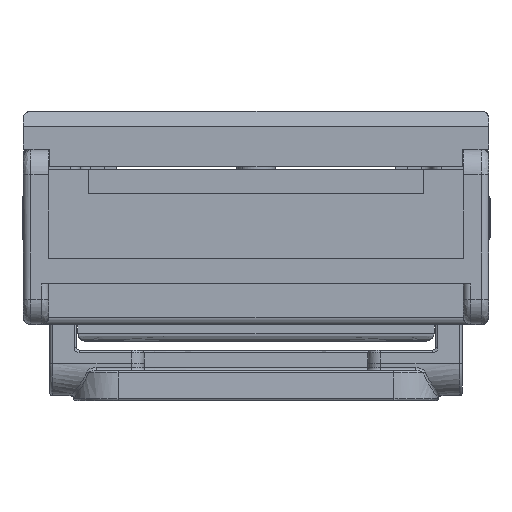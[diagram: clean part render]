
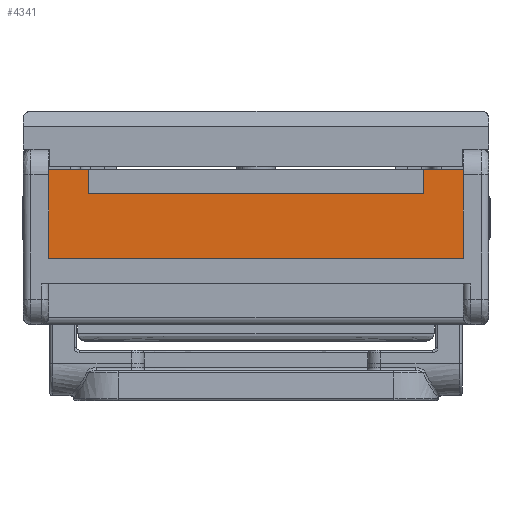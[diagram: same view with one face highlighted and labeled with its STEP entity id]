
A CAD part, front view. The second image highlights one B-rep face of the part: STEP entity #4341.
In plain terms, the highlighted free-form (B-spline) face has degree [1, 1] with [2, 2] control points.
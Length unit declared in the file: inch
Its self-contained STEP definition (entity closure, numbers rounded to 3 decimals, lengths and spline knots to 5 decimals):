
#345 = CARTESIAN_POINT ( 'NONE',  ( -0.32087, 0.48031, 0.10236 ) ) ;
#752 = ORIENTED_EDGE ( 'NONE', *, *, #51835, .F. ) ;
#2606 = CARTESIAN_POINT ( 'NONE',  ( 0.25984, 0.48031, 0.20276 ) ) ;
#4341 = ADVANCED_FACE ( 'NONE', ( #21901 ), #13140, .F. ) ;
#4508 = B_SPLINE_CURVE_WITH_KNOTS ( 'NONE', 1,
 ( #64500, #13204 ),
 .UNSPECIFIED., .F., .F.,
 ( 2, 2 ),
 ( 0., 1. ),
 .UNSPECIFIED. ) ;
#5149 = VERTEX_POINT ( 'NONE', #5585 ) ;
#5585 = CARTESIAN_POINT ( 'NONE',  ( -0.25984, 0.48031, 0.20276 ) ) ;
#6770 = B_SPLINE_CURVE_WITH_KNOTS ( 'NONE', 1,
 ( #11245, #36758 ),
 .UNSPECIFIED., .F., .F.,
 ( 2, 2 ),
 ( 0., 1. ),
 .UNSPECIFIED. ) ;
#9664 = B_SPLINE_CURVE_WITH_KNOTS ( 'NONE', 1,
 ( #20690, #51464 ),
 .UNSPECIFIED., .F., .F.,
 ( 2, 2 ),
 ( 0., 1. ),
 .UNSPECIFIED. ) ;
#10602 = VERTEX_POINT ( 'NONE', #22854 ) ;
#10651 = CARTESIAN_POINT ( 'NONE',  ( 0.32087, 0.48031, 0.24016 ) ) ;
#11245 = CARTESIAN_POINT ( 'NONE',  ( -0.32087, 0.48031, 0.24016 ) ) ;
#11287 = B_SPLINE_CURVE_WITH_KNOTS ( 'NONE', 1,
 ( #17630, #32203 ),
 .UNSPECIFIED., .F., .F.,
 ( 2, 2 ),
 ( 0., 1. ),
 .UNSPECIFIED. ) ;
#12738 = B_SPLINE_CURVE_WITH_KNOTS ( 'NONE', 1,
 ( #44090, #39768 ),
 .UNSPECIFIED., .F., .F.,
 ( 2, 2 ),
 ( 0., 1. ),
 .UNSPECIFIED. ) ;
#13140 = B_SPLINE_SURFACE_WITH_KNOTS ( 'NONE', 1, 1, ( 
 ( #45752, #345 ),
 ( #10651, #30851 ) ),
 .UNSPECIFIED., .F., .F., .F.,
 ( 2, 2 ),
 ( 2, 2 ),
 ( 0., 1. ),
 ( 0., 1. ),
 .UNSPECIFIED. ) ;
#13204 = CARTESIAN_POINT ( 'NONE',  ( 0.32087, 0.48031, 0.24016 ) ) ;
#15343 = ORIENTED_EDGE ( 'NONE', *, *, #16909, .F. ) ;
#16909 = EDGE_CURVE ( 'NONE', #5149, #21657, #11287, .T. ) ;
#17630 = CARTESIAN_POINT ( 'NONE',  ( -0.25984, 0.48031, 0.20276 ) ) ;
#18917 = ORIENTED_EDGE ( 'NONE', *, *, #30943, .F. ) ;
#20690 = CARTESIAN_POINT ( 'NONE',  ( -0.25984, 0.48031, 0.24016 ) ) ;
#21657 = VERTEX_POINT ( 'NONE', #2606 ) ;
#21901 = FACE_OUTER_BOUND ( 'NONE', #42578, .T. ) ;
#22854 = CARTESIAN_POINT ( 'NONE',  ( -0.25984, 0.48031, 0.24016 ) ) ;
#26268 = ORIENTED_EDGE ( 'NONE', *, *, #62742, .T. ) ;
#27912 = ORIENTED_EDGE ( 'NONE', *, *, #65089, .F. ) ;
#28652 = CARTESIAN_POINT ( 'NONE',  ( 0.32087, 0.48031, 0.10236 ) ) ;
#30570 = VERTEX_POINT ( 'NONE', #61485 ) ;
#30851 = CARTESIAN_POINT ( 'NONE',  ( 0.32087, 0.48031, 0.10236 ) ) ;
#30943 = EDGE_CURVE ( 'NONE', #45894, #31681, #57331, .T. ) ;
#31404 = EDGE_CURVE ( 'NONE', #30570, #10602, #6770, .T. ) ;
#31681 = VERTEX_POINT ( 'NONE', #32425 ) ;
#32203 = CARTESIAN_POINT ( 'NONE',  ( 0.25984, 0.48031, 0.20276 ) ) ;
#32386 = CARTESIAN_POINT ( 'NONE',  ( 0.32087, 0.48031, 0.10236 ) ) ;
#32425 = CARTESIAN_POINT ( 'NONE',  ( -0.32087, 0.48031, 0.10236 ) ) ;
#35477 = CARTESIAN_POINT ( 'NONE',  ( 0.25984, 0.48031, 0.24016 ) ) ;
#35805 = CARTESIAN_POINT ( 'NONE',  ( 0.25984, 0.48031, 0.20276 ) ) ;
#36758 = CARTESIAN_POINT ( 'NONE',  ( -0.25984, 0.48031, 0.24016 ) ) ;
#37295 = EDGE_CURVE ( 'NONE', #63948, #57827, #37994, .T. ) ;
#37994 = B_SPLINE_CURVE_WITH_KNOTS ( 'NONE', 1,
 ( #61062, #40542 ),
 .UNSPECIFIED., .F., .F.,
 ( 2, 2 ),
 ( 0., 1. ),
 .UNSPECIFIED. ) ;
#38606 = CARTESIAN_POINT ( 'NONE',  ( -0.32087, 0.48031, 0.10236 ) ) ;
#39768 = CARTESIAN_POINT ( 'NONE',  ( -0.32087, 0.48031, 0.10236 ) ) ;
#40542 = CARTESIAN_POINT ( 'NONE',  ( 0.32087, 0.48031, 0.24016 ) ) ;
#42228 = EDGE_CURVE ( 'NONE', #45894, #57827, #4508, .T. ) ;
#42578 = EDGE_LOOP ( 'NONE', ( #752, #56202, #26268, #18917, #61110, #42832, #27912, #15343 ) ) ;
#42832 = ORIENTED_EDGE ( 'NONE', *, *, #37295, .F. ) ;
#44090 = CARTESIAN_POINT ( 'NONE',  ( -0.32087, 0.48031, 0.24016 ) ) ;
#45752 = CARTESIAN_POINT ( 'NONE',  ( -0.32087, 0.48031, 0.24016 ) ) ;
#45894 = VERTEX_POINT ( 'NONE', #32386 ) ;
#46504 = B_SPLINE_CURVE_WITH_KNOTS ( 'NONE', 1,
 ( #35805, #35477 ),
 .UNSPECIFIED., .F., .F.,
 ( 2, 2 ),
 ( 0., 1. ),
 .UNSPECIFIED. ) ;
#51464 = CARTESIAN_POINT ( 'NONE',  ( -0.25984, 0.48031, 0.20276 ) ) ;
#51835 = EDGE_CURVE ( 'NONE', #10602, #5149, #9664, .T. ) ;
#52526 = CARTESIAN_POINT ( 'NONE',  ( 0.32087, 0.48031, 0.24016 ) ) ;
#56202 = ORIENTED_EDGE ( 'NONE', *, *, #31404, .F. ) ;
#57331 = B_SPLINE_CURVE_WITH_KNOTS ( 'NONE', 1,
 ( #28652, #38606 ),
 .UNSPECIFIED., .F., .F.,
 ( 2, 2 ),
 ( 0., 1. ),
 .UNSPECIFIED. ) ;
#57827 = VERTEX_POINT ( 'NONE', #52526 ) ;
#61062 = CARTESIAN_POINT ( 'NONE',  ( 0.25984, 0.48031, 0.24016 ) ) ;
#61110 = ORIENTED_EDGE ( 'NONE', *, *, #42228, .T. ) ;
#61485 = CARTESIAN_POINT ( 'NONE',  ( -0.32087, 0.48031, 0.24016 ) ) ;
#62742 = EDGE_CURVE ( 'NONE', #30570, #31681, #12738, .T. ) ;
#63399 = CARTESIAN_POINT ( 'NONE',  ( 0.25984, 0.48031, 0.24016 ) ) ;
#63948 = VERTEX_POINT ( 'NONE', #63399 ) ;
#64500 = CARTESIAN_POINT ( 'NONE',  ( 0.32087, 0.48031, 0.10236 ) ) ;
#65089 = EDGE_CURVE ( 'NONE', #21657, #63948, #46504, .T. ) ;
